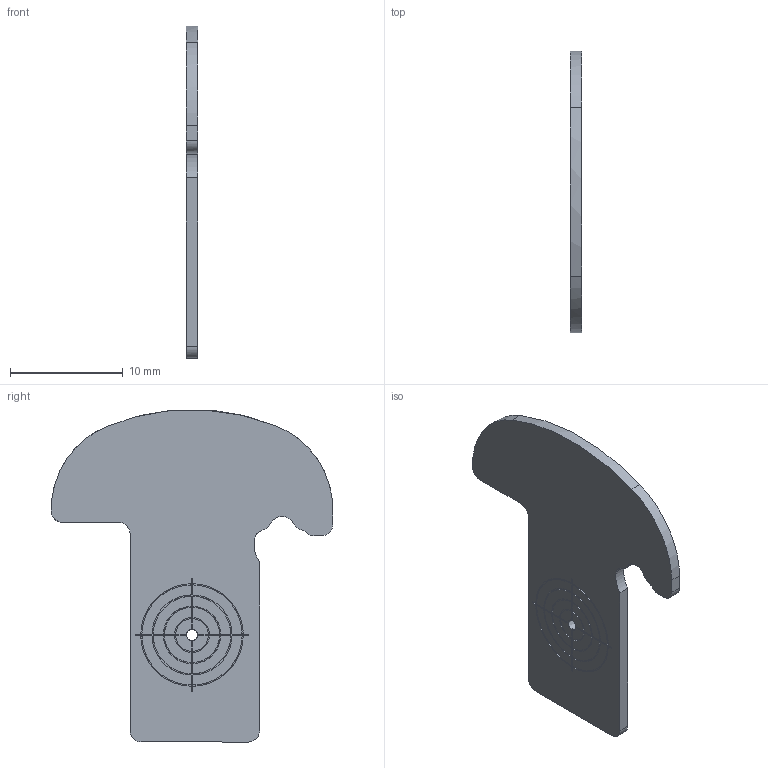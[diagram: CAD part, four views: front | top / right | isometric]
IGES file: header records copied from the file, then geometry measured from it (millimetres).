
Global section: file name: C16-TGP-9; native system: Autodesk Inventor 2018; preprocessor: unknown; author: e.nonaka; date: 20180726.114735; units: millimetre
Bounding box: 1 x 25 x 29.47 mm (x, y, z)
Volume: 430.9 mm3; surface area: 1005.1 mm2
Topology: 1 solids, 1 shells, 213 faces, 555 edges, 370 vertices
Faces by surface type: bspline 213
